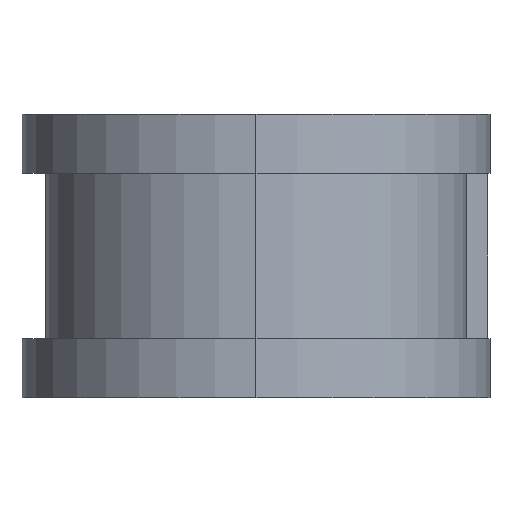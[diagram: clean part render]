
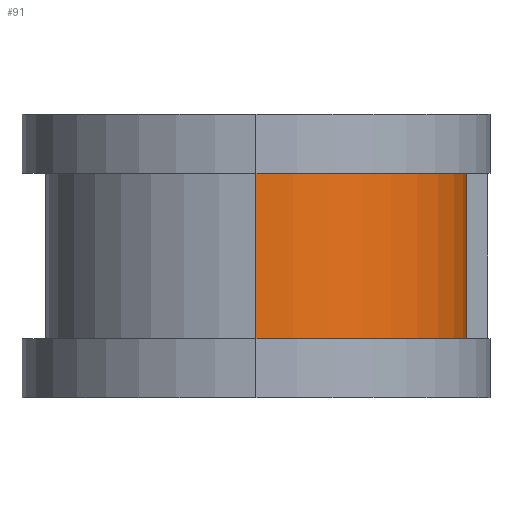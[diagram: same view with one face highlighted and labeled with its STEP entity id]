
A CAD part, left-side view. The second image highlights one B-rep face of the part: STEP entity #91.
In plain terms, the highlighted cylindrical face has radius 17.8 mm (diameter 35.6 mm), a partial arc.
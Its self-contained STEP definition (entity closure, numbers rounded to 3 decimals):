
#1 = FACE_OUTER_BOUND ( 'NONE', #111, .T. ) ;
#70 = EDGE_CURVE ( 'NONE', #1542, #1477, #843, .T. ) ;
#91 = ADVANCED_FACE ( 'NONE', ( #1 ), #1426, .T. ) ;
#111 = EDGE_LOOP ( 'NONE', ( #1121, #885, #1496, #971 ) ) ;
#205 = VERTEX_POINT ( 'NONE', #362 ) ;
#298 = DIRECTION ( 'NONE',  ( 0., -1., 0. ) ) ;
#309 = CIRCLE ( 'NONE', #1231, 17.8 ) ;
#327 = CIRCLE ( 'NONE', #524, 17.8 ) ;
#360 = LINE ( 'NONE', #393, #473 ) ;
#362 = CARTESIAN_POINT ( 'NONE',  ( -17.8, 17., -7. ) ) ;
#393 = CARTESIAN_POINT ( 'NONE',  ( -17.8, 17., 10. ) ) ;
#473 = VECTOR ( 'NONE', #1110, 1000. ) ;
#480 = CARTESIAN_POINT ( 'NONE',  ( 0., 17., 10. ) ) ;
#495 = DIRECTION ( 'NONE',  ( 0., 0., -1. ) ) ;
#524 = AXIS2_PLACEMENT_3D ( 'NONE', #889, #662, #298 ) ;
#619 = DIRECTION ( 'NONE',  ( -1., 0., 0. ) ) ;
#644 = EDGE_CURVE ( 'NONE', #782, #205, #360, .T. ) ;
#662 = DIRECTION ( 'NONE',  ( 0., 0., -1. ) ) ;
#731 = CARTESIAN_POINT ( 'NONE',  ( 0., -0.8, 10. ) ) ;
#782 = VERTEX_POINT ( 'NONE', #1407 ) ;
#843 = LINE ( 'NONE', #731, #1055 ) ;
#885 = ORIENTED_EDGE ( 'NONE', *, *, #644, .T. ) ;
#889 = CARTESIAN_POINT ( 'NONE',  ( 0., 17., -7. ) ) ;
#914 = DIRECTION ( 'NONE',  ( 0., 0., -1. ) ) ;
#926 = CARTESIAN_POINT ( 'NONE',  ( 0., -0.8, 7. ) ) ;
#971 = ORIENTED_EDGE ( 'NONE', *, *, #70, .F. ) ;
#1040 = CARTESIAN_POINT ( 'NONE',  ( 0., 17., 7. ) ) ;
#1055 = VECTOR ( 'NONE', #495, 1000. ) ;
#1095 = EDGE_CURVE ( 'NONE', #1477, #205, #327, .T. ) ;
#1110 = DIRECTION ( 'NONE',  ( 0., 0., -1. ) ) ;
#1121 = ORIENTED_EDGE ( 'NONE', *, *, #1237, .T. ) ;
#1225 = AXIS2_PLACEMENT_3D ( 'NONE', #480, #1328, #619 ) ;
#1231 = AXIS2_PLACEMENT_3D ( 'NONE', #1040, #914, #1390 ) ;
#1237 = EDGE_CURVE ( 'NONE', #1542, #782, #309, .T. ) ;
#1291 = CARTESIAN_POINT ( 'NONE',  ( 0., -0.8, -7. ) ) ;
#1328 = DIRECTION ( 'NONE',  ( 0., 0., -1. ) ) ;
#1390 = DIRECTION ( 'NONE',  ( 0., -1., 0. ) ) ;
#1407 = CARTESIAN_POINT ( 'NONE',  ( -17.8, 17., 7. ) ) ;
#1426 = CYLINDRICAL_SURFACE ( 'NONE', #1225, 17.8 ) ;
#1477 = VERTEX_POINT ( 'NONE', #1291 ) ;
#1496 = ORIENTED_EDGE ( 'NONE', *, *, #1095, .F. ) ;
#1542 = VERTEX_POINT ( 'NONE', #926 ) ;
